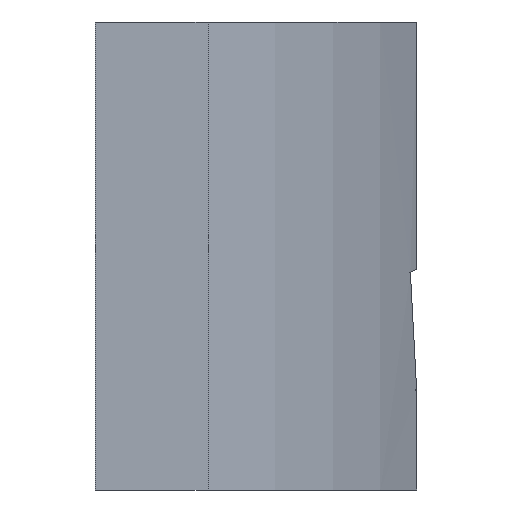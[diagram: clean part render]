
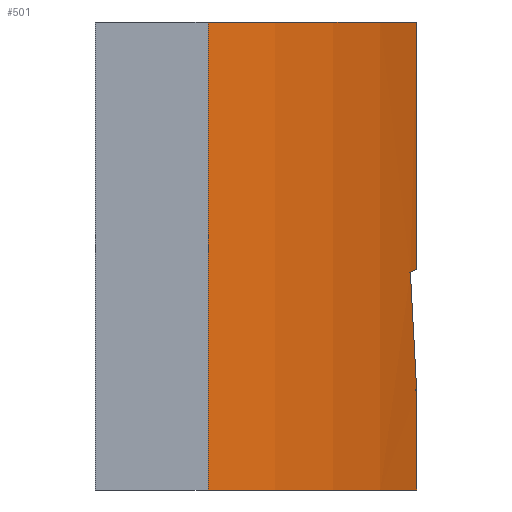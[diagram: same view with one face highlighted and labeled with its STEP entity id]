
A CAD part, front view. The second image highlights one B-rep face of the part: STEP entity #501.
In plain terms, the highlighted cylindrical face has radius 25.171 mm (diameter 50.343 mm), a partial arc.
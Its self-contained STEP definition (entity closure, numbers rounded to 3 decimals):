
#89=CARTESIAN_POINT('Vertex',(16.453,-19.05,0.)) ;
#92=CARTESIAN_POINT('Line Origine',(16.453,-19.05,8.255)) ;
#96=CARTESIAN_POINT('Vertex',(16.453,-19.05,16.51)) ;
#123=CARTESIAN_POINT('Axis2P3D Location',(0.,0.,16.51)) ;
#127=CARTESIAN_POINT('Vertex',(23.814,-8.153,16.51)) ;
#316=CARTESIAN_POINT('Vertex',(23.814,-8.153,7.786)) ;
#325=CARTESIAN_POINT('Vertex',(23.814,-8.153,3.426)) ;
#328=CARTESIAN_POINT('Line Origine',(23.814,-8.153,1.713)) ;
#332=CARTESIAN_POINT('Vertex',(23.814,-8.153,0.)) ;
#347=CARTESIAN_POINT('Line Origine',(23.814,-8.153,12.148)) ;
#468=CARTESIAN_POINT('Axis2P3D Location',(0.,0.,8.255)) ;
#473=CARTESIAN_POINT('Axis2P3D Location',(0.,0.,0.)) ;
#479=CARTESIAN_POINT('Control Point',(23.814,-8.153,3.426)) ;
#480=CARTESIAN_POINT('Control Point',(23.725,-8.415,4.835)) ;
#481=CARTESIAN_POINT('Control Point',(23.649,-8.624,6.255)) ;
#482=CARTESIAN_POINT('Control Point',(23.589,-8.783,7.682)) ;
#483=CARTESIAN_POINT('Vertex',(23.589,-8.783,7.682)) ;
#487=CARTESIAN_POINT('Control Point',(23.589,-8.783,7.682)) ;
#488=CARTESIAN_POINT('Control Point',(23.667,-8.574,7.718)) ;
#489=CARTESIAN_POINT('Control Point',(23.742,-8.364,7.753)) ;
#490=CARTESIAN_POINT('Control Point',(23.814,-8.153,7.786)) ;
#94=VECTOR('Line Direction',#93,1.) ;
#330=VECTOR('Line Direction',#329,1.) ;
#349=VECTOR('Line Direction',#348,1.) ;
#93=DIRECTION('Vector Direction',(0.,0.,1.)) ;
#124=DIRECTION('Axis2P3D Direction',(0.,0.,1.)) ;
#329=DIRECTION('Vector Direction',(0.,0.,1.)) ;
#348=DIRECTION('Vector Direction',(0.,0.,1.)) ;
#469=DIRECTION('Axis2P3D Direction',(0.,0.,1.)) ;
#470=DIRECTION('Axis2P3D XDirection',(0.654,-0.757,0.)) ;
#474=DIRECTION('Axis2P3D Direction',(0.,0.,1.)) ;
#125=AXIS2_PLACEMENT_3D('Circle Axis2P3D',#123,#124,$) ;
#471=AXIS2_PLACEMENT_3D('Cylinder Axis2P3D',#468,#469,#470) ;
#475=AXIS2_PLACEMENT_3D('Circle Axis2P3D',#473,#474,$) ;
#95=LINE('Line',#92,#94) ;
#331=LINE('Line',#328,#330) ;
#350=LINE('Line',#347,#349) ;
#126=CIRCLE('generated circle',#125,25.171) ;
#476=CIRCLE('generated circle',#475,25.171) ;
#472=CYLINDRICAL_SURFACE('generated cylinder',#471,25.171) ;
#98=EDGE_CURVE('',#90,#97,#95,.T.) ;
#129=EDGE_CURVE('',#97,#128,#126,.T.) ;
#334=EDGE_CURVE('',#333,#326,#331,.T.) ;
#351=EDGE_CURVE('',#317,#128,#350,.T.) ;
#477=EDGE_CURVE('',#90,#333,#476,.T.) ;
#485=EDGE_CURVE('',#326,#484,#478,.T.) ;
#491=EDGE_CURVE('',#484,#317,#486,.T.) ;
#493=ORIENTED_EDGE('',*,*,#351,.T.) ;
#494=ORIENTED_EDGE('',*,*,#129,.F.) ;
#495=ORIENTED_EDGE('',*,*,#98,.F.) ;
#496=ORIENTED_EDGE('',*,*,#477,.T.) ;
#497=ORIENTED_EDGE('',*,*,#334,.T.) ;
#498=ORIENTED_EDGE('',*,*,#485,.T.) ;
#499=ORIENTED_EDGE('',*,*,#491,.T.) ;
#492=EDGE_LOOP('',(#493,#494,#495,#496,#497,#498,#499)) ;
#90=VERTEX_POINT('',#89) ;
#97=VERTEX_POINT('',#96) ;
#128=VERTEX_POINT('',#127) ;
#317=VERTEX_POINT('',#316) ;
#326=VERTEX_POINT('',#325) ;
#333=VERTEX_POINT('',#332) ;
#484=VERTEX_POINT('',#483) ;
#501=ADVANCED_FACE('PartBody',(#500),#472,.T.) ;
#478=B_SPLINE_CURVE_WITH_KNOTS('',3,(#479,#480,#481,#482),.UNSPECIFIED.,.F.,.U.,(4,4),(4.973,11.066),.UNSPECIFIED.) ;
#486=B_SPLINE_CURVE_WITH_KNOTS('',3,(#487,#488,#489,#490),.UNSPECIFIED.,.F.,.U.,(4,4),(0.554,1.511),.UNSPECIFIED.) ;
#500=FACE_OUTER_BOUND('',#492,.T.) ;
